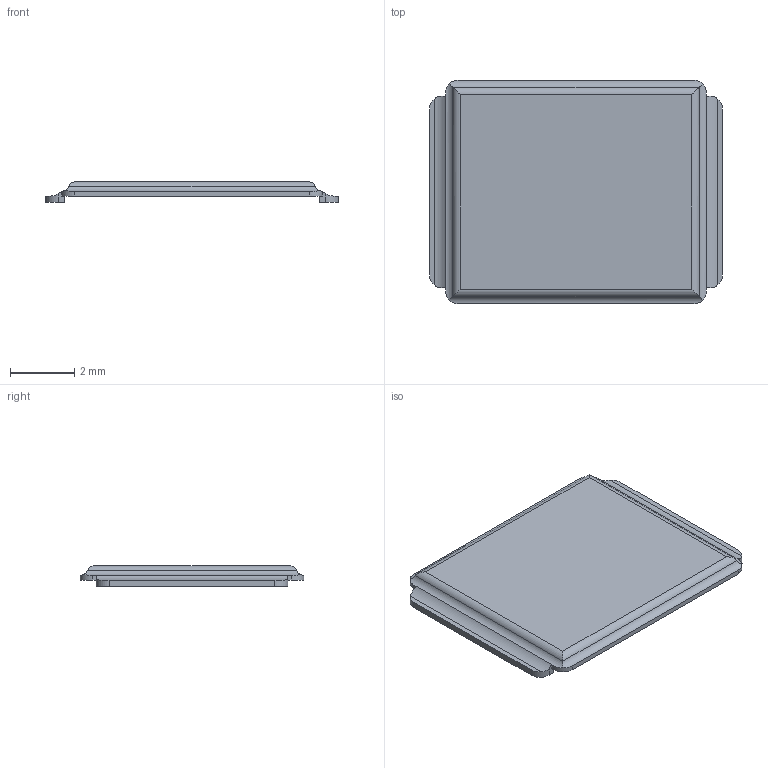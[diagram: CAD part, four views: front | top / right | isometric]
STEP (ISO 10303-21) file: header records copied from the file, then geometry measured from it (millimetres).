
FILE_DESCRIPTION (( 'STEP AP214' ), '1' );
FILE_NAME ('DIRECTFET-7.STEP', '2016-01-08T19:39:30', ( '' ), ( '' ), 'SwSTEP 2.0', 'SolidWorks 2014', '' );
FILE_SCHEMA (( 'AUTOMOTIVE_DESIGN' ));
Length unit declared in the file: millimetre
Products named in the file (1): DIRECTFET-7
Bounding box: 9.1 x 6.95 x 0.65 mm (x, y, z)
Volume: 24.9 mm3; surface area: 135.7 mm2
Topology: 1 solids, 1 shells, 38 faces, 100 edges, 64 vertices
Faces by surface type: plane 20, cylinder 18
Entity records: 1226 total; most frequent: CARTESIAN_POINT 287, ORIENTED_EDGE 200, DIRECTION 174, EDGE_CURVE 100, VECTOR 64, VERTEX_POINT 64, LINE 64, AXIS2_PLACEMENT_3D 55
